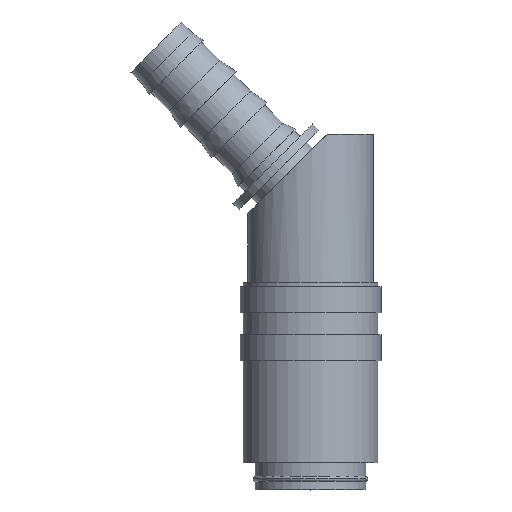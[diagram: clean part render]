
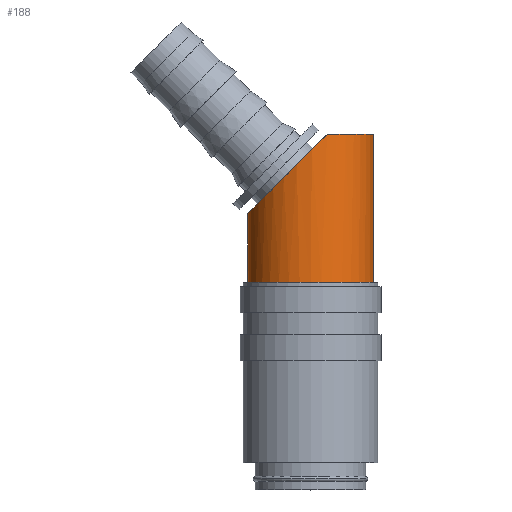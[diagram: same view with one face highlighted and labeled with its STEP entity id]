
A CAD part, top view. The second image highlights one B-rep face of the part: STEP entity #188.
In plain terms, the highlighted cylindrical face has radius 14.5 mm (diameter 29 mm), a partial arc.
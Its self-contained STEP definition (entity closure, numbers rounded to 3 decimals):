
#188=ADVANCED_FACE('',(#400),#401,.T.);
#400=FACE_OUTER_BOUND('',#627,.T.);
#401=CYLINDRICAL_SURFACE('',#628,14.5);
#627=EDGE_LOOP('',(#1081,#1082,#1083,#1084,#1085));
#628=AXIS2_PLACEMENT_3D('',#1086,#1087,#1088);
#1081=ORIENTED_EDGE('',*,*,#1287,.T.);
#1082=ORIENTED_EDGE('',*,*,#1338,.F.);
#1083=ORIENTED_EDGE('',*,*,#1298,.T.);
#1084=ORIENTED_EDGE('',*,*,#1289,.T.);
#1085=ORIENTED_EDGE('',*,*,#1303,.F.);
#1086=CARTESIAN_POINT('',(0.0,62.335,0.0));
#1087=DIRECTION('',(-0.0,1.0,0.0));
#1088=DIRECTION('',(1.0,0.0,0.0));
#1287=EDGE_CURVE('',#1524,#1525,#1526,.T.);
#1289=EDGE_CURVE('',#1529,#1527,#1530,.T.);
#1298=EDGE_CURVE('',#1544,#1529,#1545,.T.);
#1303=EDGE_CURVE('',#1524,#1527,#1552,.T.);
#1338=EDGE_CURVE('',#1544,#1525,#1601,.T.);
#1524=VERTEX_POINT('',#1828);
#1525=VERTEX_POINT('',#1829);
#1526=LINE('',#1830,#1831);
#1527=VERTEX_POINT('',#1832);
#1529=VERTEX_POINT('',#1834);
#1530=LINE('',#1835,#1836);
#1544=VERTEX_POINT('',#1852);
#1545=ELLIPSE('',#1853,20.506,14.5);
#1552=CIRCLE('',#1861,14.5);
#1601=CIRCLE('',#1918,14.5);
#1828=CARTESIAN_POINT('',(14.5,47.8,0.));
#1829=CARTESIAN_POINT('',(14.5,82.0,0.));
#1830=CARTESIAN_POINT('',(14.5,62.335,0.));
#1831=VECTOR('',#2296,1.0);
#1832=CARTESIAN_POINT('',(-14.5,47.8,0.));
#1834=CARTESIAN_POINT('',(-14.5,63.703,0.));
#1835=CARTESIAN_POINT('',(-14.5,62.335,0.));
#1836=VECTOR('',#2300,1.0);
#1852=CARTESIAN_POINT('',(3.797,82.0,13.994));
#1853=AXIS2_PLACEMENT_3D('',#2315,#2316,#2317);
#1861=AXIS2_PLACEMENT_3D('',#2325,#2326,#2327);
#1918=AXIS2_PLACEMENT_3D('',#2384,#2385,#2386);
#2296=DIRECTION('',(0.0,1.0,0.0));
#2300=DIRECTION('',(-0.0,-1.0,-0.0));
#2315=CARTESIAN_POINT('',(0.0,78.203,0.0));
#2316=DIRECTION('',(0.707,-0.707,0.0));
#2317=DIRECTION('',(0.707,0.707,0.0));
#2325=CARTESIAN_POINT('',(0.0,47.8,0.0));
#2326=DIRECTION('',(0.0,-1.0,0.0));
#2327=DIRECTION('',(1.0,0.0,0.0));
#2384=CARTESIAN_POINT('',(0.0,82.0,0.0));
#2385=DIRECTION('',(-0.0,1.0,0.0));
#2386=DIRECTION('',(1.0,0.0,0.0));
